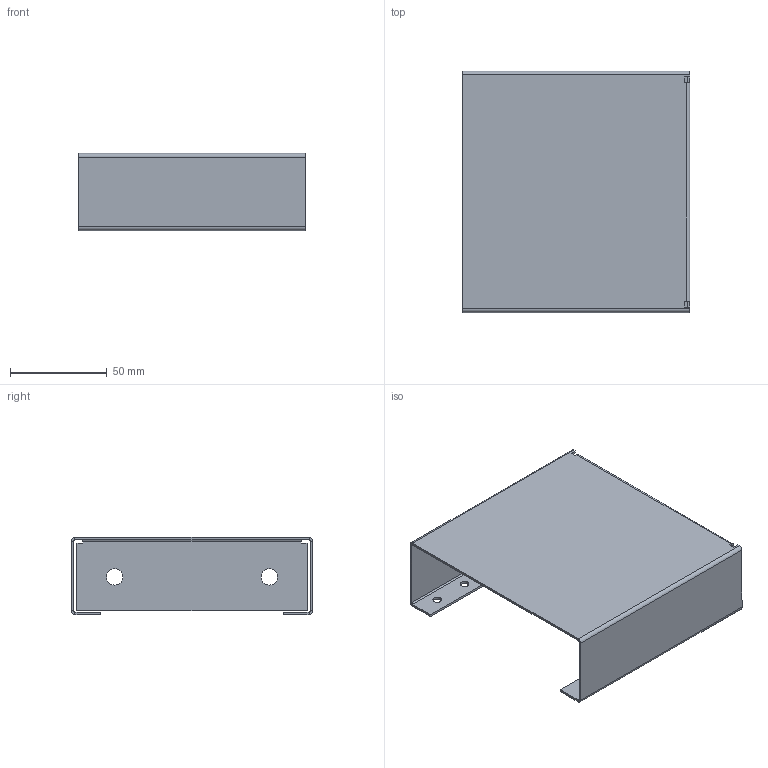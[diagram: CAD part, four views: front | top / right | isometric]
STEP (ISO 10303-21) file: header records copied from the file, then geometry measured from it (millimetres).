
FILE_DESCRIPTION (( 'STEP AP214' ), '1' );
FILE_NAME ('left-plate.STEP', '2016-11-25T03:11:06', ( '' ), ( '' ), 'SwSTEP 2.0', 'SolidWorks 2016', '' );
FILE_SCHEMA (( 'AUTOMOTIVE_DESIGN' ));
Length unit declared in the file: millimetre
Products named in the file (1): left-plate
Bounding box: 118 x 125 x 40 mm (x, y, z)
Volume: 37131.2 mm3; surface area: 63031 mm2
Topology: 1 solids, 1 shells, 78 faces, 188 edges, 112 vertices
Faces by surface type: plane 48, cylinder 30
Entity records: 2306 total; most frequent: DIRECTION 406, CARTESIAN_POINT 379, ORIENTED_EDGE 376, EDGE_CURVE 188, AXIS2_PLACEMENT_3D 139, VECTOR 128, LINE 128, VERTEX_POINT 112
